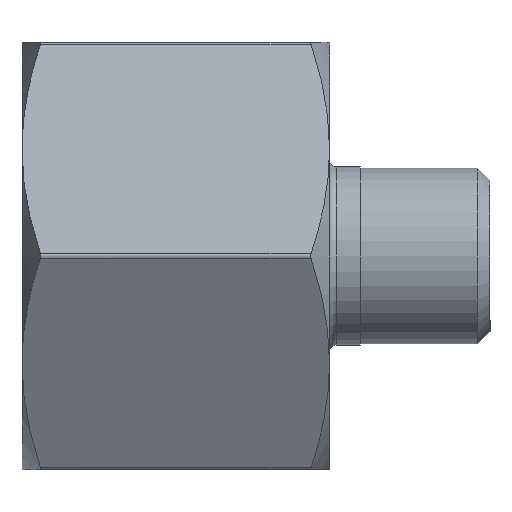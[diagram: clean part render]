
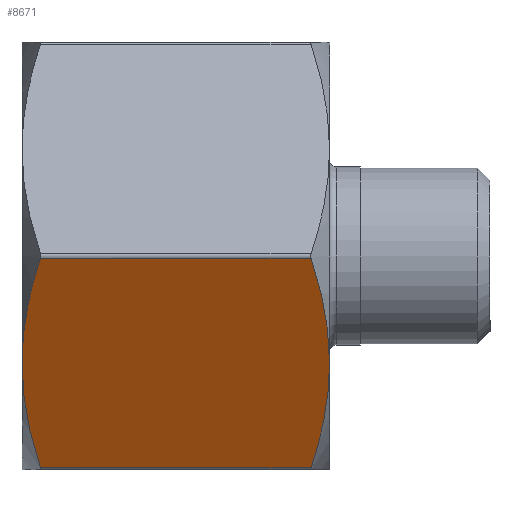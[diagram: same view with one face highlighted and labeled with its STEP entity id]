
A CAD part, front view. The second image highlights one B-rep face of the part: STEP entity #8671.
In plain terms, the highlighted planar face has unit normal (0, -0.866, -0.5).
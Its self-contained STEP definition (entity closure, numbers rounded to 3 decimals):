
#137 = EDGE_CURVE ( 'NONE', #8002, #7998, #9348, .T. ) ;
#180 = EDGE_CURVE ( 'NONE', #8037, #8009, #1501, .T. ) ;
#216 = EDGE_CURVE ( 'NONE', #8002, #8037, #1543, .T. ) ;
#236 = EDGE_CURVE ( 'NONE', #8013, #8060, #1538, .T. ) ;
#252 = EDGE_CURVE ( 'NONE', #8060, #7998, #1542, .T. ) ;
#263 = EDGE_CURVE ( 'NONE', #8013, #8009, #1927, .T. ) ;
#1501 =( BOUNDED_CURVE ( )  B_SPLINE_CURVE ( 2, ( #9677, #9710, #9705 ),
 .UNSPECIFIED., .F., .T. ) 
 B_SPLINE_CURVE_WITH_KNOTS ( ( 3, 3 ),
 ( 1.363, 2.339 ),
 .UNSPECIFIED. ) 
 CURVE ( )  GEOMETRIC_REPRESENTATION_ITEM ( )  RATIONAL_B_SPLINE_CURVE ( ( 1., 1.052, 1.029 ) ) 
 REPRESENTATION_ITEM ( '' )  );
#1538 =( BOUNDED_CURVE ( )  B_SPLINE_CURVE ( 2, ( #1846, #1837, #1828 ),
 .UNSPECIFIED., .F., .T. ) 
 B_SPLINE_CURVE_WITH_KNOTS ( ( 3, 3 ),
 ( 0.387, 1.363 ),
 .UNSPECIFIED. ) 
 CURVE ( )  GEOMETRIC_REPRESENTATION_ITEM ( )  RATIONAL_B_SPLINE_CURVE ( ( 1.029, 1.052, 1. ) ) 
 REPRESENTATION_ITEM ( '' )  );
#1542 =( BOUNDED_CURVE ( )  B_SPLINE_CURVE ( 2, ( #1892, #1870, #1866 ),
 .UNSPECIFIED., .F., .T. ) 
 B_SPLINE_CURVE_WITH_KNOTS ( ( 3, 3 ),
 ( 1.363, 2.339 ),
 .UNSPECIFIED. ) 
 CURVE ( )  GEOMETRIC_REPRESENTATION_ITEM ( )  RATIONAL_B_SPLINE_CURVE ( ( 1., 1.052, 1.029 ) ) 
 REPRESENTATION_ITEM ( '' )  );
#1543 =( BOUNDED_CURVE ( )  B_SPLINE_CURVE ( 2, ( #1659, #1676, #1650 ),
 .UNSPECIFIED., .F., .T. ) 
 B_SPLINE_CURVE_WITH_KNOTS ( ( 3, 3 ),
 ( 0.387, 1.363 ),
 .UNSPECIFIED. ) 
 CURVE ( )  GEOMETRIC_REPRESENTATION_ITEM ( )  RATIONAL_B_SPLINE_CURVE ( ( 1.029, 1.052, 1. ) ) 
 REPRESENTATION_ITEM ( '' )  );
#1650 = CARTESIAN_POINT ( 'NONE',  ( 23., -13.856, -8. ) ) ;
#1659 = CARTESIAN_POINT ( 'NONE',  ( 21.621, -9.324, -15.85 ) ) ;
#1676 = CARTESIAN_POINT ( 'NONE',  ( 23., -11.748, -11.652 ) ) ;
#1828 = CARTESIAN_POINT ( 'NONE',  ( 0., -13.856, -8. ) ) ;
#1837 = CARTESIAN_POINT ( 'NONE',  ( 0., -15.965, -4.348 ) ) ;
#1846 = CARTESIAN_POINT ( 'NONE',  ( 1.379, -18.389, -0.15 ) ) ;
#1866 = CARTESIAN_POINT ( 'NONE',  ( 1.379, -9.324, -15.85 ) ) ;
#1870 = CARTESIAN_POINT ( 'NONE',  ( 0., -11.748, -11.652 ) ) ;
#1892 = CARTESIAN_POINT ( 'NONE',  ( 0., -13.856, -8. ) ) ;
#1905 = DIRECTION ( 'NONE',  ( 1., 0., 0. ) ) ;
#1927 = LINE ( 'NONE', #1934, #9920 ) ;
#1934 = CARTESIAN_POINT ( 'NONE',  ( 11.5, -18.389, -0.15 ) ) ;
#3909 = AXIS2_PLACEMENT_3D ( 'NONE', #6627, #6619, #6629 ) ;
#6618 = FACE_OUTER_BOUND ( 'NONE', #7579, .T. ) ;
#6619 = DIRECTION ( 'NONE',  ( 0., -0.866, -0.5 ) ) ;
#6627 = CARTESIAN_POINT ( 'NONE',  ( 11.5, -9.238, -16. ) ) ;
#6629 = DIRECTION ( 'NONE',  ( 0., -0.5, 0.866 ) ) ;
#6652 = PLANE ( 'NONE',  #3909 ) ;
#7135 = ORIENTED_EDGE ( 'NONE', *, *, #137, .F. ) ;
#7151 = ORIENTED_EDGE ( 'NONE', *, *, #263, .F. ) ;
#7156 = ORIENTED_EDGE ( 'NONE', *, *, #180, .T. ) ;
#7209 = ORIENTED_EDGE ( 'NONE', *, *, #216, .T. ) ;
#7235 = ORIENTED_EDGE ( 'NONE', *, *, #252, .T. ) ;
#7240 = ORIENTED_EDGE ( 'NONE', *, *, #236, .T. ) ;
#7579 = EDGE_LOOP ( 'NONE', ( #7135, #7209, #7156, #7151, #7240, #7235 ) ) ;
#7998 = VERTEX_POINT ( 'NONE', #10628 ) ;
#8002 = VERTEX_POINT ( 'NONE', #10618 ) ;
#8009 = VERTEX_POINT ( 'NONE', #10613 ) ;
#8013 = VERTEX_POINT ( 'NONE', #10612 ) ;
#8037 = VERTEX_POINT ( 'NONE', #10703 ) ;
#8060 = VERTEX_POINT ( 'NONE', #10678 ) ;
#8671 = ADVANCED_FACE ( 'NONE', ( #6618 ), #6652, .T. ) ;
#9348 = LINE ( 'NONE', #9430, #9799 ) ;
#9421 = DIRECTION ( 'NONE',  ( -1., 0., 0. ) ) ;
#9430 = CARTESIAN_POINT ( 'NONE',  ( 11.5, -9.324, -15.85 ) ) ;
#9677 = CARTESIAN_POINT ( 'NONE',  ( 23., -13.856, -8. ) ) ;
#9705 = CARTESIAN_POINT ( 'NONE',  ( 21.621, -18.389, -0.15 ) ) ;
#9710 = CARTESIAN_POINT ( 'NONE',  ( 23., -15.965, -4.348 ) ) ;
#9799 = VECTOR ( 'NONE', #9421, 1000. ) ;
#9920 = VECTOR ( 'NONE', #1905, 1000. ) ;
#10612 = CARTESIAN_POINT ( 'NONE',  ( 1.379, -18.389, -0.15 ) ) ;
#10613 = CARTESIAN_POINT ( 'NONE',  ( 21.621, -18.389, -0.15 ) ) ;
#10618 = CARTESIAN_POINT ( 'NONE',  ( 21.621, -9.324, -15.85 ) ) ;
#10628 = CARTESIAN_POINT ( 'NONE',  ( 1.379, -9.324, -15.85 ) ) ;
#10678 = CARTESIAN_POINT ( 'NONE',  ( 0., -13.856, -8. ) ) ;
#10703 = CARTESIAN_POINT ( 'NONE',  ( 23., -13.856, -8. ) ) ;
